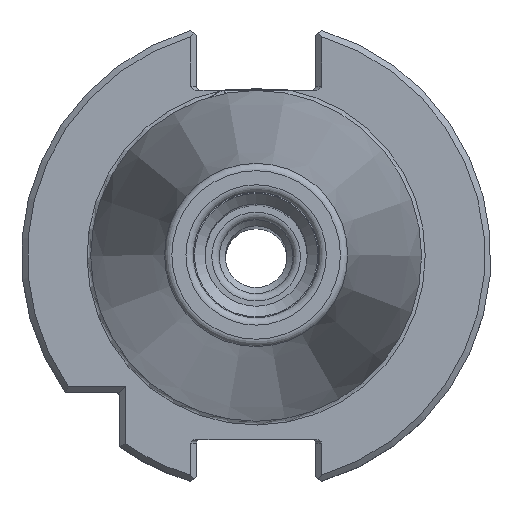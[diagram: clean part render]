
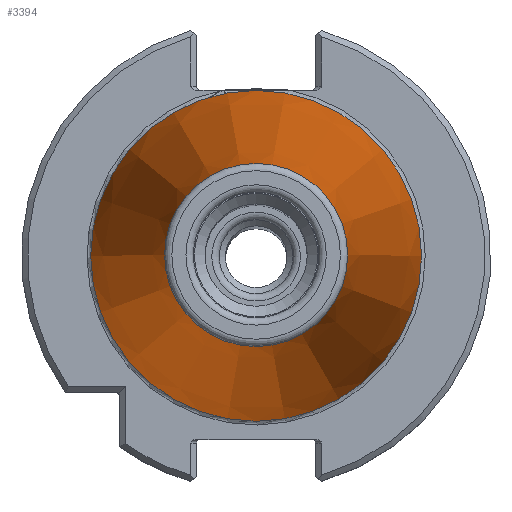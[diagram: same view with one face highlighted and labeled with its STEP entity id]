
A CAD part, top view. The second image highlights one B-rep face of the part: STEP entity #3394.
In plain terms, the highlighted conical face has half-angle 8.297 degrees and reference radius 22.395 mm.
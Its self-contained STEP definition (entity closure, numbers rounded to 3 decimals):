
#128=CONICAL_SURFACE('',#3654,22.395,0.145);
#820=ORIENTED_EDGE('',*,*,#1185,.T.);
#821=ORIENTED_EDGE('',*,*,#1198,.F.);
#1185=EDGE_CURVE('',#1416,#1416,#1559,.T.);
#1198=EDGE_CURVE('',#1420,#1420,#1570,.T.);
#1416=VERTEX_POINT('',#5073);
#1420=VERTEX_POINT('',#5103);
#1559=CIRCLE('',#3631,22.395);
#1570=CIRCLE('',#3655,12.397);
#1734=EDGE_LOOP('',(#820));
#1735=EDGE_LOOP('',(#821));
#1979=FACE_BOUND('',#1734,.T.);
#1980=FACE_BOUND('',#1735,.T.);
#3394=ADVANCED_FACE('',(#1979,#1980),#128,.T.);
#3631=AXIS2_PLACEMENT_3D('',#5072,#4214,#4215);
#3654=AXIS2_PLACEMENT_3D('',#5101,#4262,#4263);
#3655=AXIS2_PLACEMENT_3D('',#5102,#4264,#4265);
#4214=DIRECTION('',(0.,0.,1.));
#4215=DIRECTION('',(1.,0.,0.));
#4262=DIRECTION('',(0.,0.,-1.));
#4263=DIRECTION('',(-1.,0.,0.));
#4264=DIRECTION('',(0.,0.,1.));
#4265=DIRECTION('',(1.,0.,0.));
#5072=CARTESIAN_POINT('',(0.,0.,-1.163));
#5073=CARTESIAN_POINT('',(22.395,0.,-1.163));
#5101=CARTESIAN_POINT('',(0.,0.,-1.163));
#5102=CARTESIAN_POINT('',(0.,0.,67.394));
#5103=CARTESIAN_POINT('',(12.397,0.,67.394));
